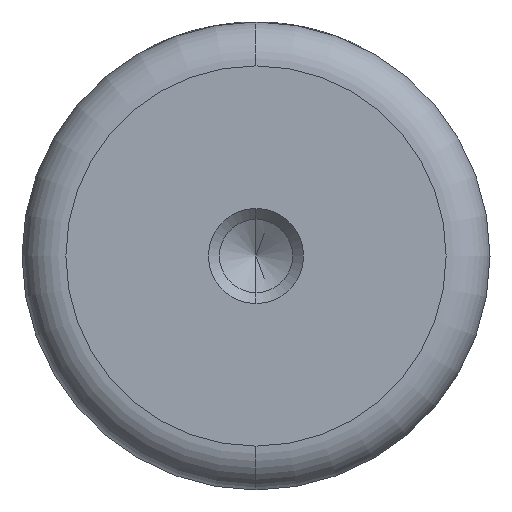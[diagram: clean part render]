
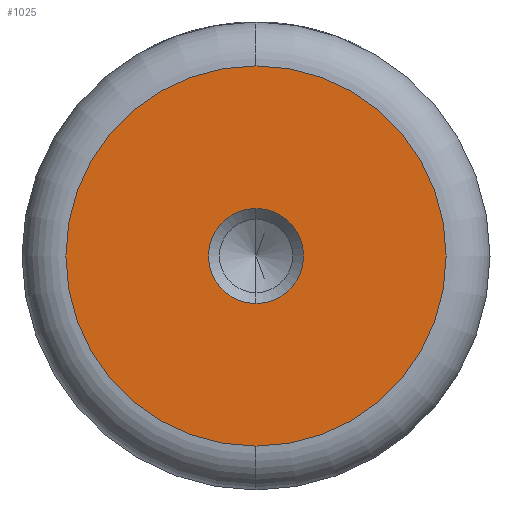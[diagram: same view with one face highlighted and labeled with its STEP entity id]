
A CAD part, left-side view. The second image highlights one B-rep face of the part: STEP entity #1025.
In plain terms, the highlighted planar face has unit normal (-1, 0, 0).
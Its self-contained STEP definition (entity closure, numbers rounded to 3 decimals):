
#76 = VERTEX_POINT ( 'NONE', #1297 ) ;
#93 = CARTESIAN_POINT ( 'NONE',  ( 0., 0., 0. ) ) ;
#109 = VERTEX_POINT ( 'NONE', #970 ) ;
#186 = EDGE_CURVE ( 'NONE', #109, #76, #1390, .T. ) ;
#212 = CARTESIAN_POINT ( 'NONE',  ( 0., 0., 0. ) ) ;
#215 = DIRECTION ( 'NONE',  ( 0., 0., 1. ) ) ;
#222 = CIRCLE ( 'NONE', #1428, 13. ) ;
#270 = ORIENTED_EDGE ( 'NONE', *, *, #877, .T. ) ;
#312 = ORIENTED_EDGE ( 'NONE', *, *, #186, .F. ) ;
#334 = DIRECTION ( 'NONE',  ( 0., 0., 1. ) ) ;
#438 = DIRECTION ( 'NONE',  ( -1., 0., 0. ) ) ;
#484 = CARTESIAN_POINT ( 'NONE',  ( 0., 0., -13. ) ) ;
#505 = AXIS2_PLACEMENT_3D ( 'NONE', #1087, #438, #1200 ) ;
#521 = EDGE_LOOP ( 'NONE', ( #917, #312 ) ) ;
#558 = PLANE ( 'NONE',  #907 ) ;
#562 = DIRECTION ( 'NONE',  ( 0., 0., 1. ) ) ;
#586 = DIRECTION ( 'NONE',  ( -1., 0., 0. ) ) ;
#785 = FACE_OUTER_BOUND ( 'NONE', #964, .T. ) ;
#833 = EDGE_CURVE ( 'NONE', #76, #109, #1036, .T. ) ;
#872 = DIRECTION ( 'NONE',  ( -1., 0., 0. ) ) ;
#877 = EDGE_CURVE ( 'NONE', #1055, #1426, #222, .T. ) ;
#907 = AXIS2_PLACEMENT_3D ( 'NONE', #1106, #1213, #562 ) ;
#917 = ORIENTED_EDGE ( 'NONE', *, *, #833, .F. ) ;
#964 = EDGE_LOOP ( 'NONE', ( #270, #1102 ) ) ;
#970 = CARTESIAN_POINT ( 'NONE',  ( 0., 0., -3.25 ) ) ;
#976 = DIRECTION ( 'NONE',  ( -1., 0., 0. ) ) ;
#1025 = ADVANCED_FACE ( 'NONE', ( #1340, #785 ), #558, .T. ) ;
#1036 = CIRCLE ( 'NONE', #1211, 3.25 ) ;
#1053 = EDGE_CURVE ( 'NONE', #1426, #1055, #1054, .T. ) ;
#1054 = CIRCLE ( 'NONE', #1063, 13. ) ;
#1055 = VERTEX_POINT ( 'NONE', #1135 ) ;
#1063 = AXIS2_PLACEMENT_3D ( 'NONE', #1241, #586, #1352 ) ;
#1087 = CARTESIAN_POINT ( 'NONE',  ( 0., 0., 0. ) ) ;
#1102 = ORIENTED_EDGE ( 'NONE', *, *, #1053, .T. ) ;
#1106 = CARTESIAN_POINT ( 'NONE',  ( 0., 0., 0. ) ) ;
#1135 = CARTESIAN_POINT ( 'NONE',  ( 0., 0., 13. ) ) ;
#1200 = DIRECTION ( 'NONE',  ( 0., 0., 1. ) ) ;
#1211 = AXIS2_PLACEMENT_3D ( 'NONE', #212, #976, #334 ) ;
#1213 = DIRECTION ( 'NONE',  ( -1., 0., 0. ) ) ;
#1241 = CARTESIAN_POINT ( 'NONE',  ( 0., 0., 0. ) ) ;
#1297 = CARTESIAN_POINT ( 'NONE',  ( 0., 0., 3.25 ) ) ;
#1340 = FACE_BOUND ( 'NONE', #521, .T. ) ;
#1352 = DIRECTION ( 'NONE',  ( 0., 0., 1. ) ) ;
#1390 = CIRCLE ( 'NONE', #505, 3.25 ) ;
#1426 = VERTEX_POINT ( 'NONE', #484 ) ;
#1428 = AXIS2_PLACEMENT_3D ( 'NONE', #93, #872, #215 ) ;
